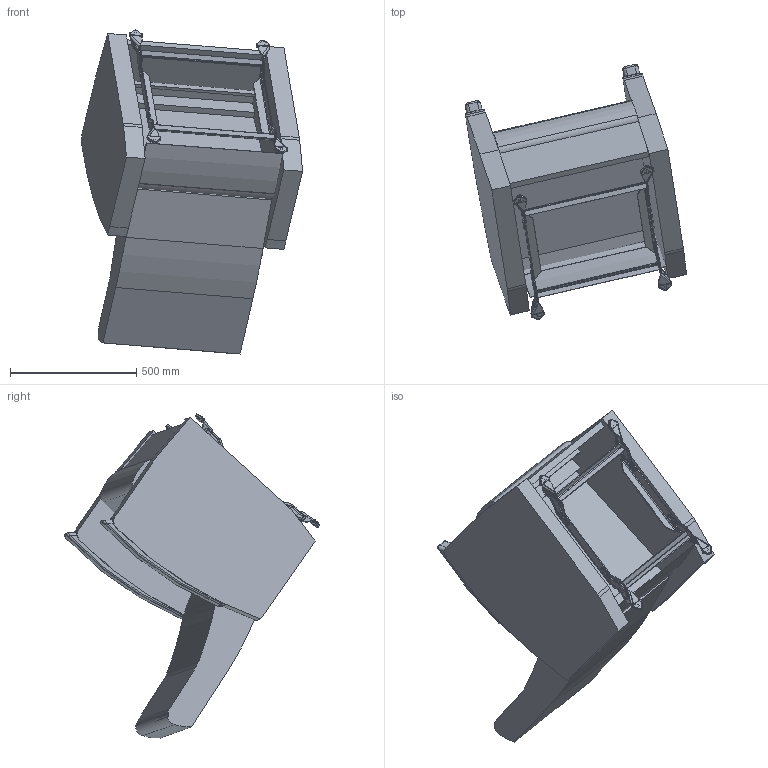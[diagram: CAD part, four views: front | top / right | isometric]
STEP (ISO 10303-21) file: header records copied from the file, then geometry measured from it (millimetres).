
FILE_DESCRIPTION(/* description */ (''),/* implementation_level */ '2;1');
FILE_NAME(/* name */ 'R1716U-W-J.stp',/* time_stamp */ '2019-05-23T08:49:33-04:00',/* author */ ('emehringer'),/* organization */ (''),/* preprocessor_version */ 'ST-DEVELOPER v16.13',/* originating_system */ 'Autodesk Inventor 2018',/* authorisation */ '');
FILE_SCHEMA (('AUTOMOTIVE_DESIGN { 1 0 10303 214 3 1 1 }'));
Products named in the file (9): R1716U-W-J; USEAT 1304; MAC R1010; H1010 UBACK COVER; MECH 1716 generic; 1716 PLATFORM generic; E1304 UARM; UFRONT E1716; UBACK L1304
Assembly tree (10 placements, depth 3):
  R1716U-W-J
    USEAT 1304
    MAC R1010  x2
    H1010 UBACK COVER
    MECH 1716 generic
      1716 PLATFORM generic
    E1304 UARM  x2
    UFRONT E1716
    UBACK L1304
Bounding box: 875.24 x 1011.02 x 1281.76 mm (x, y, z)
Volume: 146398965.1 mm3; surface area: 5132288.6 mm2
Topology: 9 solids, 9 shells, 1324 faces, 3512 edges, 2138 vertices
Faces by surface type: cylinder 590, plane 392, torus 148, bspline 146, sphere 48
Full cylindrical faces by diameter (mm): 11.112 x8
Entity records: 48996 total; most frequent: CARTESIAN_POINT 16364, ORIENTED_EDGE 6650, DIRECTION 6610, EDGE_CURVE 3325, AXIS2_PLACEMENT_3D 2487, VERTEX_POINT 2060, LINE 1636, VECTOR 1636
